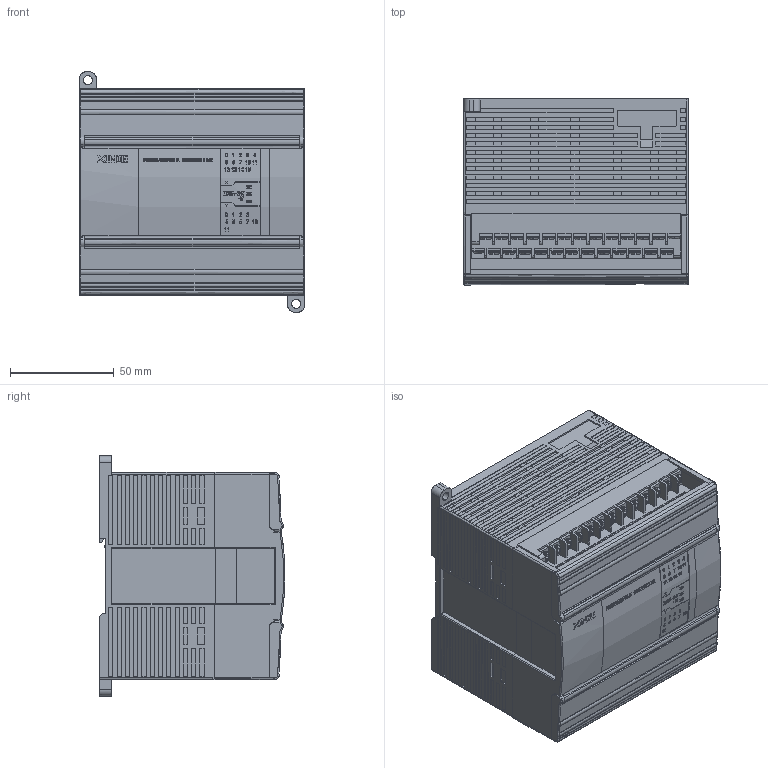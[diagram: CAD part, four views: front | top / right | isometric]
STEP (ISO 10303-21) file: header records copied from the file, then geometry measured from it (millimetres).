
FILE_DESCRIPTION(/* description */ (''),/* implementation_level */ '2;1');
FILE_NAME(/* name */ 'XD3E-2~2',/* time_stamp */ '2022-12-12T16:24:07+08:00',/* author */ (''),/* organization */ (''),/* preprocessor_version */ 'ST-DEVELOPER v16.5',/* originating_system */ '',/* authorisation */ '');
FILE_SCHEMA (('CONFIG_CONTROL_DESIGN'));
Products named in the file (1): Document
Bounding box: 108.6 x 89.75 x 116 mm (x, y, z)
Surface area: 112288 mm2 (no closed solid volume)
Topology: 0 solids, 84 shells, 2833 faces, 8024 edges, 5413 vertices
Faces by surface type: plane 2224, bspline 355, cylinder 254
Entity records: 111702 total; most frequent: CARTESIAN_POINT 59547, ORIENTED_EDGE 15343, EDGE_CURVE 8019, B_SPLINE_CURVE_WITH_KNOTS 6773, VERTEX_POINT 5412, EDGE_LOOP 3028, ADVANCED_FACE 2833, FACE_OUTER_BOUND 2833
